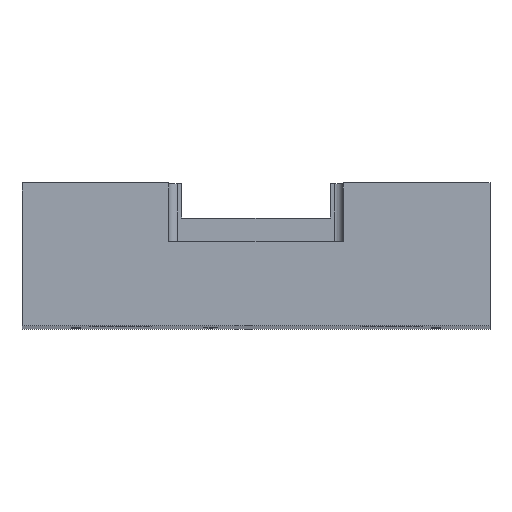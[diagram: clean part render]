
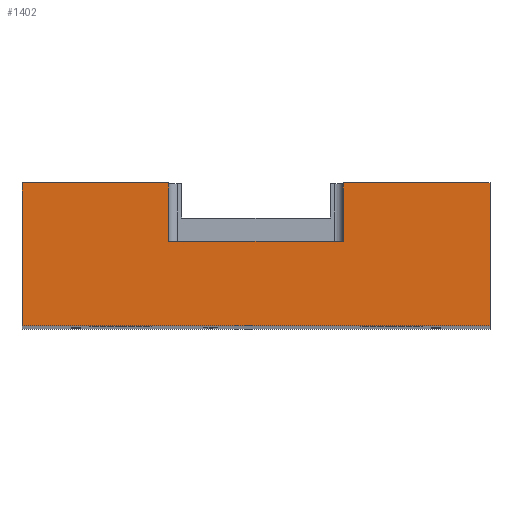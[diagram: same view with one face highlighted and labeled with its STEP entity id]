
A CAD part, top view. The second image highlights one B-rep face of the part: STEP entity #1402.
In plain terms, the highlighted planar face has unit normal (0, 0, 1).
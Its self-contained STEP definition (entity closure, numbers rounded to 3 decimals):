
#32 = PLANE('',#33);
#33 = AXIS2_PLACEMENT_3D('',#34,#35,#36);
#34 = CARTESIAN_POINT('',(70.,-155.,-185.));
#35 = DIRECTION('',(0.,1.,0.));
#36 = DIRECTION('',(0.,0.,1.));
#335 = VERTEX_POINT('',#336);
#336 = CARTESIAN_POINT('',(-82.,-155.,155.));
#350 = PLANE('',#351);
#351 = AXIS2_PLACEMENT_3D('',#352,#353,#354);
#352 = CARTESIAN_POINT('',(-82.,-155.,155.));
#353 = DIRECTION('',(1.,0.,0.));
#354 = DIRECTION('',(0.,0.,-1.));
#362 = EDGE_CURVE('',#363,#335,#365,.T.);
#363 = VERTEX_POINT('',#364);
#364 = CARTESIAN_POINT('',(-30.5,-155.,155.));
#365 = SURFACE_CURVE('',#366,(#370,#377),.PCURVE_S1.);
#366 = LINE('',#367,#368);
#367 = CARTESIAN_POINT('',(222.,-155.,155.));
#368 = VECTOR('',#369,1.);
#369 = DIRECTION('',(-1.,0.,0.));
#370 = PCURVE('',#32,#371);
#371 = DEFINITIONAL_REPRESENTATION('',(#372),#376);
#372 = LINE('',#373,#374);
#373 = CARTESIAN_POINT('',(340.,152.));
#374 = VECTOR('',#375,1.);
#375 = DIRECTION('',(-0.,-1.));
#376 = ( GEOMETRIC_REPRESENTATION_CONTEXT(2) 
PARAMETRIC_REPRESENTATION_CONTEXT() REPRESENTATION_CONTEXT('2D SPACE',''
  ) );
#377 = PCURVE('',#378,#383);
#378 = PLANE('',#379);
#379 = AXIS2_PLACEMENT_3D('',#380,#381,#382);
#380 = CARTESIAN_POINT('',(222.,-155.,155.));
#381 = DIRECTION('',(0.,0.,-1.));
#382 = DIRECTION('',(-1.,0.,0.));
#383 = DEFINITIONAL_REPRESENTATION('',(#384),#388);
#384 = LINE('',#385,#386);
#385 = CARTESIAN_POINT('',(0.,0.));
#386 = VECTOR('',#387,1.);
#387 = DIRECTION('',(1.,0.));
#388 = ( GEOMETRIC_REPRESENTATION_CONTEXT(2) 
PARAMETRIC_REPRESENTATION_CONTEXT() REPRESENTATION_CONTEXT('2D SPACE',''
  ) );
#406 = PLANE('',#407);
#407 = AXIS2_PLACEMENT_3D('',#408,#409,#410);
#408 = CARTESIAN_POINT('',(-30.5,-114.5,155.));
#409 = DIRECTION('',(-1.,0.,0.));
#410 = DIRECTION('',(0.,-1.,0.));
#1034 = PLANE('',#1035);
#1035 = AXIS2_PLACEMENT_3D('',#1036,#1037,#1038);
#1036 = CARTESIAN_POINT('',(-30.5,-175.5,155.));
#1037 = DIRECTION('',(0.,-1.,0.));
#1038 = DIRECTION('',(1.,0.,0.));
#1090 = PLANE('',#1091);
#1091 = AXIS2_PLACEMENT_3D('',#1092,#1093,#1094);
#1092 = CARTESIAN_POINT('',(70.,-155.,-185.));
#1093 = DIRECTION('',(0.,1.,0.));
#1094 = DIRECTION('',(0.,0.,1.));
#1309 = VERTEX_POINT('',#1310);
#1310 = CARTESIAN_POINT('',(-30.5,-175.5,155.));
#1331 = EDGE_CURVE('',#363,#1309,#1332,.T.);
#1332 = SURFACE_CURVE('',#1333,(#1337,#1344),.PCURVE_S1.);
#1333 = LINE('',#1334,#1335);
#1334 = CARTESIAN_POINT('',(-30.5,-114.5,155.));
#1335 = VECTOR('',#1336,1.);
#1336 = DIRECTION('',(-0.,-1.,0.));
#1337 = PCURVE('',#406,#1338);
#1338 = DEFINITIONAL_REPRESENTATION('',(#1339),#1343);
#1339 = LINE('',#1340,#1341);
#1340 = CARTESIAN_POINT('',(0.,0.));
#1341 = VECTOR('',#1342,1.);
#1342 = DIRECTION('',(1.,0.));
#1343 = ( GEOMETRIC_REPRESENTATION_CONTEXT(2) 
PARAMETRIC_REPRESENTATION_CONTEXT() REPRESENTATION_CONTEXT('2D SPACE',''
  ) );
#1344 = PCURVE('',#378,#1345);
#1345 = DEFINITIONAL_REPRESENTATION('',(#1346),#1350);
#1346 = LINE('',#1347,#1348);
#1347 = CARTESIAN_POINT('',(252.5,40.5));
#1348 = VECTOR('',#1349,1.);
#1349 = DIRECTION('',(0.,-1.));
#1350 = ( GEOMETRIC_REPRESENTATION_CONTEXT(2) 
PARAMETRIC_REPRESENTATION_CONTEXT() REPRESENTATION_CONTEXT('2D SPACE',''
  ) );
#1402 = ADVANCED_FACE('',(#1403),#378,.F.);
#1403 = FACE_BOUND('',#1404,.F.);
#1404 = EDGE_LOOP('',(#1405,#1430,#1458,#1486,#1507,#1508,#1509,#1532));
#1405 = ORIENTED_EDGE('',*,*,#1406,.F.);
#1406 = EDGE_CURVE('',#1407,#1409,#1411,.T.);
#1407 = VERTEX_POINT('',#1408);
#1408 = CARTESIAN_POINT('',(82.,-155.,155.));
#1409 = VERTEX_POINT('',#1410);
#1410 = CARTESIAN_POINT('',(30.5,-155.,155.));
#1411 = SURFACE_CURVE('',#1412,(#1416,#1423),.PCURVE_S1.);
#1412 = LINE('',#1413,#1414);
#1413 = CARTESIAN_POINT('',(222.,-155.,155.));
#1414 = VECTOR('',#1415,1.);
#1415 = DIRECTION('',(-1.,0.,0.));
#1416 = PCURVE('',#378,#1417);
#1417 = DEFINITIONAL_REPRESENTATION('',(#1418),#1422);
#1418 = LINE('',#1419,#1420);
#1419 = CARTESIAN_POINT('',(0.,0.));
#1420 = VECTOR('',#1421,1.);
#1421 = DIRECTION('',(1.,0.));
#1422 = ( GEOMETRIC_REPRESENTATION_CONTEXT(2) 
PARAMETRIC_REPRESENTATION_CONTEXT() REPRESENTATION_CONTEXT('2D SPACE',''
  ) );
#1423 = PCURVE('',#1090,#1424);
#1424 = DEFINITIONAL_REPRESENTATION('',(#1425),#1429);
#1425 = LINE('',#1426,#1427);
#1426 = CARTESIAN_POINT('',(340.,152.));
#1427 = VECTOR('',#1428,1.);
#1428 = DIRECTION('',(-0.,-1.));
#1429 = ( GEOMETRIC_REPRESENTATION_CONTEXT(2) 
PARAMETRIC_REPRESENTATION_CONTEXT() REPRESENTATION_CONTEXT('2D SPACE',''
  ) );
#1430 = ORIENTED_EDGE('',*,*,#1431,.F.);
#1431 = EDGE_CURVE('',#1432,#1407,#1434,.T.);
#1432 = VERTEX_POINT('',#1433);
#1433 = CARTESIAN_POINT('',(82.,-205.,155.));
#1434 = SURFACE_CURVE('',#1435,(#1439,#1446),.PCURVE_S1.);
#1435 = LINE('',#1436,#1437);
#1436 = CARTESIAN_POINT('',(82.,-205.,155.));
#1437 = VECTOR('',#1438,1.);
#1438 = DIRECTION('',(0.,1.,0.));
#1439 = PCURVE('',#378,#1440);
#1440 = DEFINITIONAL_REPRESENTATION('',(#1441),#1445);
#1441 = LINE('',#1442,#1443);
#1442 = CARTESIAN_POINT('',(140.,-50.));
#1443 = VECTOR('',#1444,1.);
#1444 = DIRECTION('',(-0.,1.));
#1445 = ( GEOMETRIC_REPRESENTATION_CONTEXT(2) 
PARAMETRIC_REPRESENTATION_CONTEXT() REPRESENTATION_CONTEXT('2D SPACE',''
  ) );
#1446 = PCURVE('',#1447,#1452);
#1447 = PLANE('',#1448);
#1448 = AXIS2_PLACEMENT_3D('',#1449,#1450,#1451);
#1449 = CARTESIAN_POINT('',(82.,-205.,155.));
#1450 = DIRECTION('',(1.,0.,0.));
#1451 = DIRECTION('',(0.,1.,0.));
#1452 = DEFINITIONAL_REPRESENTATION('',(#1453),#1457);
#1453 = LINE('',#1454,#1455);
#1454 = CARTESIAN_POINT('',(0.,0.));
#1455 = VECTOR('',#1456,1.);
#1456 = DIRECTION('',(1.,0.));
#1457 = ( GEOMETRIC_REPRESENTATION_CONTEXT(2) 
PARAMETRIC_REPRESENTATION_CONTEXT() REPRESENTATION_CONTEXT('2D SPACE',''
  ) );
#1458 = ORIENTED_EDGE('',*,*,#1459,.T.);
#1459 = EDGE_CURVE('',#1432,#1460,#1462,.T.);
#1460 = VERTEX_POINT('',#1461);
#1461 = CARTESIAN_POINT('',(-82.,-205.,155.));
#1462 = SURFACE_CURVE('',#1463,(#1467,#1474),.PCURVE_S1.);
#1463 = LINE('',#1464,#1465);
#1464 = CARTESIAN_POINT('',(222.,-205.,155.));
#1465 = VECTOR('',#1466,1.);
#1466 = DIRECTION('',(-1.,0.,0.));
#1467 = PCURVE('',#378,#1468);
#1468 = DEFINITIONAL_REPRESENTATION('',(#1469),#1473);
#1469 = LINE('',#1470,#1471);
#1470 = CARTESIAN_POINT('',(0.,-50.));
#1471 = VECTOR('',#1472,1.);
#1472 = DIRECTION('',(1.,0.));
#1473 = ( GEOMETRIC_REPRESENTATION_CONTEXT(2) 
PARAMETRIC_REPRESENTATION_CONTEXT() REPRESENTATION_CONTEXT('2D SPACE',''
  ) );
#1474 = PCURVE('',#1475,#1480);
#1475 = PLANE('',#1476);
#1476 = AXIS2_PLACEMENT_3D('',#1477,#1478,#1479);
#1477 = CARTESIAN_POINT('',(70.,-205.,-185.));
#1478 = DIRECTION('',(0.,1.,0.));
#1479 = DIRECTION('',(0.,0.,1.));
#1480 = DEFINITIONAL_REPRESENTATION('',(#1481),#1485);
#1481 = LINE('',#1482,#1483);
#1482 = CARTESIAN_POINT('',(340.,152.));
#1483 = VECTOR('',#1484,1.);
#1484 = DIRECTION('',(-0.,-1.));
#1485 = ( GEOMETRIC_REPRESENTATION_CONTEXT(2) 
PARAMETRIC_REPRESENTATION_CONTEXT() REPRESENTATION_CONTEXT('2D SPACE',''
  ) );
#1486 = ORIENTED_EDGE('',*,*,#1487,.F.);
#1487 = EDGE_CURVE('',#335,#1460,#1488,.T.);
#1488 = SURFACE_CURVE('',#1489,(#1493,#1500),.PCURVE_S1.);
#1489 = LINE('',#1490,#1491);
#1490 = CARTESIAN_POINT('',(-82.,-155.,155.));
#1491 = VECTOR('',#1492,1.);
#1492 = DIRECTION('',(0.,-1.,0.));
#1493 = PCURVE('',#378,#1494);
#1494 = DEFINITIONAL_REPRESENTATION('',(#1495),#1499);
#1495 = LINE('',#1496,#1497);
#1496 = CARTESIAN_POINT('',(304.,0.));
#1497 = VECTOR('',#1498,1.);
#1498 = DIRECTION('',(0.,-1.));
#1499 = ( GEOMETRIC_REPRESENTATION_CONTEXT(2) 
PARAMETRIC_REPRESENTATION_CONTEXT() REPRESENTATION_CONTEXT('2D SPACE',''
  ) );
#1500 = PCURVE('',#350,#1501);
#1501 = DEFINITIONAL_REPRESENTATION('',(#1502),#1506);
#1502 = LINE('',#1503,#1504);
#1503 = CARTESIAN_POINT('',(0.,0.));
#1504 = VECTOR('',#1505,1.);
#1505 = DIRECTION('',(0.,-1.));
#1506 = ( GEOMETRIC_REPRESENTATION_CONTEXT(2) 
PARAMETRIC_REPRESENTATION_CONTEXT() REPRESENTATION_CONTEXT('2D SPACE',''
  ) );
#1507 = ORIENTED_EDGE('',*,*,#362,.F.);
#1508 = ORIENTED_EDGE('',*,*,#1331,.T.);
#1509 = ORIENTED_EDGE('',*,*,#1510,.T.);
#1510 = EDGE_CURVE('',#1309,#1511,#1513,.T.);
#1511 = VERTEX_POINT('',#1512);
#1512 = CARTESIAN_POINT('',(30.5,-175.5,155.));
#1513 = SURFACE_CURVE('',#1514,(#1518,#1525),.PCURVE_S1.);
#1514 = LINE('',#1515,#1516);
#1515 = CARTESIAN_POINT('',(-30.5,-175.5,155.));
#1516 = VECTOR('',#1517,1.);
#1517 = DIRECTION('',(1.,0.,0.));
#1518 = PCURVE('',#378,#1519);
#1519 = DEFINITIONAL_REPRESENTATION('',(#1520),#1524);
#1520 = LINE('',#1521,#1522);
#1521 = CARTESIAN_POINT('',(252.5,-20.5));
#1522 = VECTOR('',#1523,1.);
#1523 = DIRECTION('',(-1.,0.));
#1524 = ( GEOMETRIC_REPRESENTATION_CONTEXT(2) 
PARAMETRIC_REPRESENTATION_CONTEXT() REPRESENTATION_CONTEXT('2D SPACE',''
  ) );
#1525 = PCURVE('',#1034,#1526);
#1526 = DEFINITIONAL_REPRESENTATION('',(#1527),#1531);
#1527 = LINE('',#1528,#1529);
#1528 = CARTESIAN_POINT('',(0.,0.));
#1529 = VECTOR('',#1530,1.);
#1530 = DIRECTION('',(1.,0.));
#1531 = ( GEOMETRIC_REPRESENTATION_CONTEXT(2) 
PARAMETRIC_REPRESENTATION_CONTEXT() REPRESENTATION_CONTEXT('2D SPACE',''
  ) );
#1532 = ORIENTED_EDGE('',*,*,#1533,.T.);
#1533 = EDGE_CURVE('',#1511,#1409,#1534,.T.);
#1534 = SURFACE_CURVE('',#1535,(#1539,#1546),.PCURVE_S1.);
#1535 = LINE('',#1536,#1537);
#1536 = CARTESIAN_POINT('',(30.5,-175.5,155.));
#1537 = VECTOR('',#1538,1.);
#1538 = DIRECTION('',(0.,1.,0.));
#1539 = PCURVE('',#378,#1540);
#1540 = DEFINITIONAL_REPRESENTATION('',(#1541),#1545);
#1541 = LINE('',#1542,#1543);
#1542 = CARTESIAN_POINT('',(191.5,-20.5));
#1543 = VECTOR('',#1544,1.);
#1544 = DIRECTION('',(-0.,1.));
#1545 = ( GEOMETRIC_REPRESENTATION_CONTEXT(2) 
PARAMETRIC_REPRESENTATION_CONTEXT() REPRESENTATION_CONTEXT('2D SPACE',''
  ) );
#1546 = PCURVE('',#1547,#1552);
#1547 = PLANE('',#1548);
#1548 = AXIS2_PLACEMENT_3D('',#1549,#1550,#1551);
#1549 = CARTESIAN_POINT('',(30.5,-175.5,155.));
#1550 = DIRECTION('',(1.,0.,0.));
#1551 = DIRECTION('',(0.,1.,0.));
#1552 = DEFINITIONAL_REPRESENTATION('',(#1553),#1557);
#1553 = LINE('',#1554,#1555);
#1554 = CARTESIAN_POINT('',(0.,0.));
#1555 = VECTOR('',#1556,1.);
#1556 = DIRECTION('',(1.,0.));
#1557 = ( GEOMETRIC_REPRESENTATION_CONTEXT(2) 
PARAMETRIC_REPRESENTATION_CONTEXT() REPRESENTATION_CONTEXT('2D SPACE',''
  ) );
